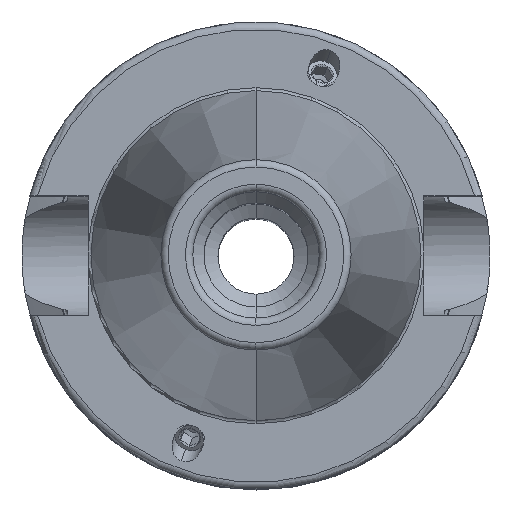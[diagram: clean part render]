
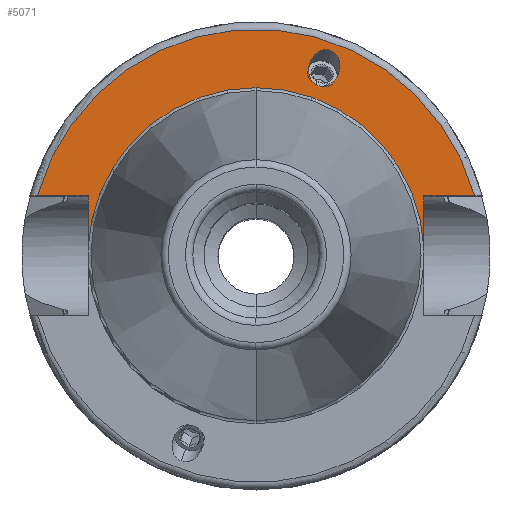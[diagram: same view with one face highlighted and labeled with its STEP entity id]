
A CAD part, top view. The second image highlights one B-rep face of the part: STEP entity #5071.
In plain terms, the highlighted planar face has unit normal (0, 0, 1).
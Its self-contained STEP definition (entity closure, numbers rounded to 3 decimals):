
#1200=CARTESIAN_POINT('',(0,0,25));
#1201=DIRECTION('',(0,0,1));
#1202=DIRECTION('',(0.965,0.264,0));
#1203=AXIS2_PLACEMENT_3D('',#1200,#1201,#1202);
#1250=DIRECTION('',(0,1,0));
#1251=VECTOR('',#1250,6.987);
#1252=CARTESIAN_POINT('',(-22.6,1.063,25));
#1253=LINE('',#1252,#1251);
#1254=DIRECTION('',(1,0,0));
#1255=VECTOR('',#1254,6.818);
#1256=CARTESIAN_POINT('',(-29.418,8.05,25));
#1257=LINE('',#1256,#1255);
#1258=DIRECTION('',(-1,0,0));
#1259=VECTOR('',#1258,6.818);
#1260=CARTESIAN_POINT('',(29.418,8.05,25));
#1261=LINE('',#1260,#1259);
#1262=DIRECTION('',(0,-1,0));
#1263=VECTOR('',#1262,6.987);
#1264=CARTESIAN_POINT('',(22.6,8.05,25));
#1265=LINE('',#1264,#1263);
#1266=CARTESIAN_POINT('',(10.056,27.629,25));
#1267=CARTESIAN_POINT('',(10.283,27.547,25));
#1268=CARTESIAN_POINT('',(10.737,27.268,25));
#1269=CARTESIAN_POINT('',(11.226,26.479,25));
#1270=CARTESIAN_POINT('',(11.341,25.65,25));
#1271=CARTESIAN_POINT('',(11.261,25.009,25));
#1272=CARTESIAN_POINT('',(11.137,24.573,25));
#1273=CARTESIAN_POINT('',(10.952,24.159,25));
#1274=CARTESIAN_POINT('',(10.601,23.617,25));
#1275=CARTESIAN_POINT('',(9.98,23.055,25));
#1276=CARTESIAN_POINT('',(9.098,22.765,25));
#1277=CARTESIAN_POINT('',(8.571,22.843,25));
#1278=CARTESIAN_POINT('',(8.344,22.926,25));
#1280=CARTESIAN_POINT('',(8.344,22.926,25));
#1281=CARTESIAN_POINT('',(8.117,23.009,25));
#1282=CARTESIAN_POINT('',(7.663,23.288,25));
#1283=CARTESIAN_POINT('',(7.174,24.076,25));
#1284=CARTESIAN_POINT('',(7.06,24.906,25));
#1285=CARTESIAN_POINT('',(7.14,25.547,25));
#1286=CARTESIAN_POINT('',(7.264,25.983,25));
#1287=CARTESIAN_POINT('',(7.449,26.396,25));
#1288=CARTESIAN_POINT('',(7.8,26.939,25));
#1289=CARTESIAN_POINT('',(8.421,27.5,25));
#1290=CARTESIAN_POINT('',(9.302,27.79,25));
#1291=CARTESIAN_POINT('',(9.829,27.712,25));
#1292=CARTESIAN_POINT('',(10.056,27.629,25));
#1328=CARTESIAN_POINT('',(0,0,25));
#1329=DIRECTION('',(0,0,1));
#1330=DIRECTION('',(0,1,0));
#1331=AXIS2_PLACEMENT_3D('',#1328,#1329,#1330);
#1359=CARTESIAN_POINT('',(0,0,25));
#1360=DIRECTION('',(0,0,-1));
#1361=DIRECTION('',(0,1,0));
#1362=AXIS2_PLACEMENT_3D('',#1359,#1360,#1361);
#3304=CARTESIAN_POINT('',(-22.6,1.063,25));
#3305=CARTESIAN_POINT('',(-22.6,8.05,25));
#3306=VERTEX_POINT('',#3304);
#3307=VERTEX_POINT('',#3305);
#3308=CARTESIAN_POINT('',(-29.418,8.05,25));
#3309=VERTEX_POINT('',#3308);
#3310=CARTESIAN_POINT('',(22.6,8.05,25));
#3311=CARTESIAN_POINT('',(22.6,1.063,25));
#3312=VERTEX_POINT('',#3310);
#3313=VERTEX_POINT('',#3311);
#3320=CARTESIAN_POINT('',(29.418,8.05,25));
#3321=VERTEX_POINT('',#3320);
#3368=CARTESIAN_POINT('',(0,22.625,25));
#3370=VERTEX_POINT('',#3368);
#3380=VERTEX_POINT('',#1266);
#3381=VERTEX_POINT('',#1278);
#5047=CARTESIAN_POINT('',(0,0,25));
#5048=DIRECTION('',(0,0,-1));
#5049=DIRECTION('',(0,-1,0));
#5050=AXIS2_PLACEMENT_3D('',#5047,#5048,#5049);
#5051=PLANE('',#5050);
#5052=ORIENTED_EDGE('',*,*,#4878,.T.);
#5053=ORIENTED_EDGE('',*,*,#4904,.F.);
#5054=ORIENTED_EDGE('',*,*,#5013,.F.);
#5056=ORIENTED_EDGE('',*,*,#5055,.T.);
#5058=ORIENTED_EDGE('',*,*,#5057,.T.);
#5060=ORIENTED_EDGE('',*,*,#5059,.F.);
#5062=ORIENTED_EDGE('',*,*,#5061,.T.);
#5063=EDGE_LOOP('',(#5052,#5053,#5054,#5056,#5058,#5060,#5062));
#5064=FACE_OUTER_BOUND('',#5063,.F.);
#5066=ORIENTED_EDGE('',*,*,#5065,.F.);
#5068=ORIENTED_EDGE('',*,*,#5067,.F.);
#5069=EDGE_LOOP('',(#5066,#5068));
#5070=FACE_BOUND('',#5069,.F.);
#5071=ADVANCED_FACE('',(#5064,#5070),#5051,.F.);
#1204=CIRCLE('',#1203,30.5);
#1279=B_SPLINE_CURVE_WITH_KNOTS('',3,(#1266,#1267,#1268,#1269,#1270,#1271,#1272,
#1273,#1274,#1275,#1276,#1277,#1278),.UNSPECIFIED.,.F.,.F.,(4,1,1,1,1,1,1,1,1,1,
4),(0,0.125,0.25,0.375,0.438,0.5,0.563,0.625,0.75,0.875,
1.0),.UNSPECIFIED.);
#1293=B_SPLINE_CURVE_WITH_KNOTS('',3,(#1280,#1281,#1282,#1283,#1284,#1285,#1286,
#1287,#1288,#1289,#1290,#1291,#1292),.UNSPECIFIED.,.F.,.F.,(4,1,1,1,1,1,1,1,1,1,
4),(0,0.125,0.25,0.375,0.438,0.5,0.563,0.625,0.75,0.875,
1.0),.UNSPECIFIED.);
#1332=CIRCLE('',#1331,22.625);
#1363=CIRCLE('',#1362,22.625);
#4878=EDGE_CURVE('',#3306,#3307,#1253,.T.);
#4904=EDGE_CURVE('',#3309,#3307,#1257,.T.);
#5013=EDGE_CURVE('',#3321,#3309,#1204,.T.);
#5055=EDGE_CURVE('',#3321,#3312,#1261,.T.);
#5057=EDGE_CURVE('',#3312,#3313,#1265,.T.);
#5059=EDGE_CURVE('',#3370,#3313,#1363,.T.);
#5061=EDGE_CURVE('',#3370,#3306,#1332,.T.);
#5065=EDGE_CURVE('',#3380,#3381,#1279,.T.);
#5067=EDGE_CURVE('',#3381,#3380,#1293,.T.);
